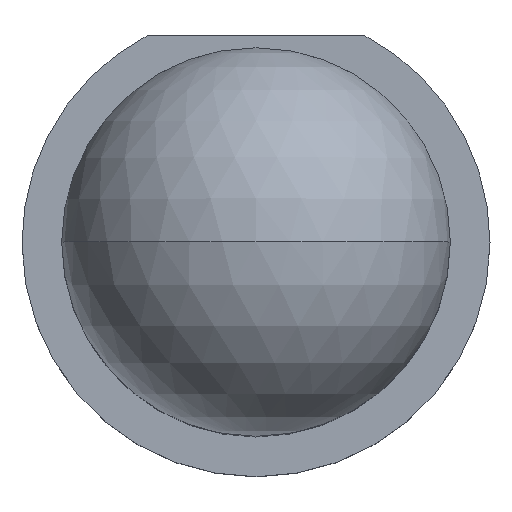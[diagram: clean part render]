
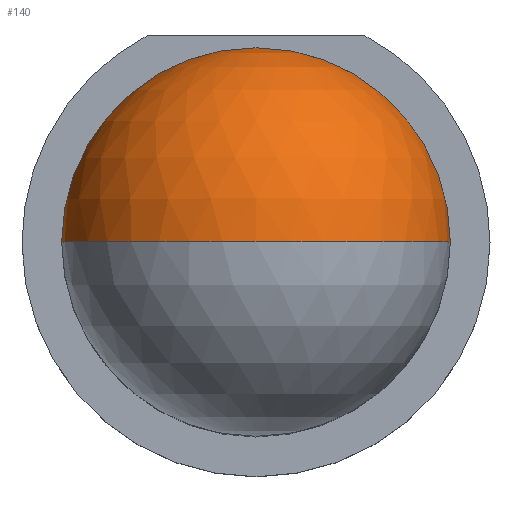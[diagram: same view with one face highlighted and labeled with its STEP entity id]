
A CAD part, top view. The second image highlights one B-rep face of the part: STEP entity #140.
In plain terms, the highlighted spherical face has radius 2.47 mm.
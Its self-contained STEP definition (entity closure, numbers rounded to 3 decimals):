
#7 = AXIS2_PLACEMENT_3D ( 'NONE', #373, #374, #375 ) ;
#19 = AXIS2_PLACEMENT_3D ( 'NONE', #376, #377, #378 ) ;
#20 = AXIS2_PLACEMENT_3D ( 'NONE', #379, #383, #384 ) ;
#40 = CARTESIAN_POINT ( 'NONE',  ( 0., 0., 8.125 ) ) ;
#43 = CARTESIAN_POINT ( 'NONE',  ( 2.47, 0., 5.655 ) ) ;
#44 = CARTESIAN_POINT ( 'NONE',  ( -2.47, 0., 5.655 ) ) ;
#110 = EDGE_CURVE ( 'NONE', #220, #224, #164, .T. ) ;
#111 = EDGE_CURVE ( 'NONE', #220, #221, #165, .T. ) ;
#114 = EDGE_CURVE ( 'NONE', #221, #224, #166, .T. ) ;
#140 = ADVANCED_FACE ( 'NONE', ( #550 ), #548, .T. ) ;
#164 = CIRCLE ( 'NONE', #7, 2.47 ) ;
#165 = CIRCLE ( 'NONE', #19, 2.47 ) ;
#166 = CIRCLE ( 'NONE', #20, 2.47 ) ;
#220 = VERTEX_POINT ( 'NONE', #44 ) ;
#221 = VERTEX_POINT ( 'NONE', #43 ) ;
#224 = VERTEX_POINT ( 'NONE', #40 ) ;
#225 = ORIENTED_EDGE ( 'NONE', *, *, #111, .F. ) ;
#227 = ORIENTED_EDGE ( 'NONE', *, *, #114, .F. ) ;
#228 = ORIENTED_EDGE ( 'NONE', *, *, #110, .T. ) ;
#292 = EDGE_LOOP ( 'NONE', ( #225, #228, #227 ) ) ;
#373 = CARTESIAN_POINT ( 'NONE',  ( 0., 0., 5.655 ) ) ;
#374 = DIRECTION ( 'NONE',  ( 0., 1., 0. ) ) ;
#375 = DIRECTION ( 'NONE',  ( -1., 0., 0. ) ) ;
#376 = CARTESIAN_POINT ( 'NONE',  ( 0., 0., 5.655 ) ) ;
#377 = DIRECTION ( 'NONE',  ( 0., 0., -1. ) ) ;
#378 = DIRECTION ( 'NONE',  ( -1., 0., 0. ) ) ;
#379 = CARTESIAN_POINT ( 'NONE',  ( 0., 0., 5.655 ) ) ;
#383 = DIRECTION ( 'NONE',  ( 0., -1., 0. ) ) ;
#384 = DIRECTION ( 'NONE',  ( 0., 0., -1. ) ) ;
#439 = CARTESIAN_POINT ( 'NONE',  ( 0., 0., 5.655 ) ) ;
#461 = DIRECTION ( 'NONE',  ( 0., 1., 0. ) ) ;
#462 = DIRECTION ( 'NONE',  ( 1., 0., 0. ) ) ;
#548 = SPHERICAL_SURFACE ( 'NONE', #559, 2.47 ) ;
#550 = FACE_OUTER_BOUND ( 'NONE', #292, .T. ) ;
#559 = AXIS2_PLACEMENT_3D ( 'NONE', #439, #461, #462 ) ;
